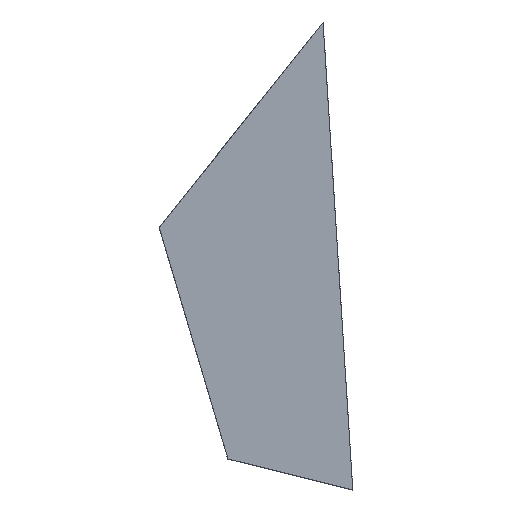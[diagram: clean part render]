
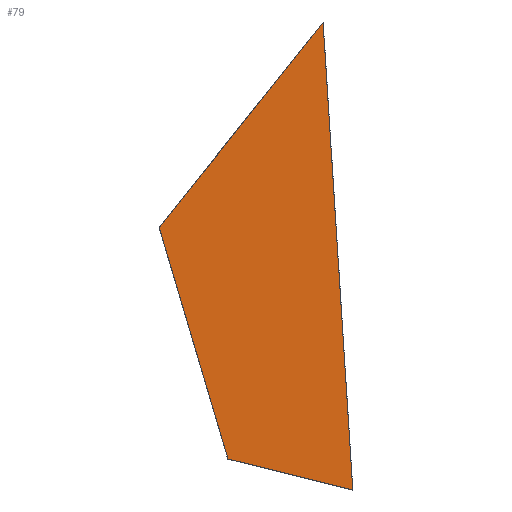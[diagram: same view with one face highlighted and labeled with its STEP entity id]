
A CAD part, front view. The second image highlights one B-rep face of the part: STEP entity #79.
In plain terms, the highlighted planar face has unit normal (0, -1, 0).
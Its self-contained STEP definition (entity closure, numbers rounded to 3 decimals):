
#79=ADVANCED_FACE($,(#93),#221,.T.);
#93=FACE_OUTER_BOUND($,#107,.T.);
#107=EDGE_LOOP($,(#121,#122,#123,#124));
#121=ORIENTED_EDGE($,*,*,#180,.F.);
#122=ORIENTED_EDGE($,*,*,#181,.F.);
#123=ORIENTED_EDGE($,*,*,#182,.F.);
#124=ORIENTED_EDGE($,*,*,#177,.F.);
#177=EDGE_CURVE($,#205,#209,#227,.T.);
#180=EDGE_CURVE($,#207,#205,#230,.T.);
#181=EDGE_CURVE($,#208,#207,#231,.T.);
#182=EDGE_CURVE($,#209,#208,#232,.T.);
#205=VERTEX_POINT($,#404);
#207=VERTEX_POINT($,#406);
#208=VERTEX_POINT($,#407);
#209=VERTEX_POINT($,#408);
#221=PLANE($,#343);
#227=B_SPLINE_CURVE_WITH_KNOTS($,1,(#374,#375),.UNSPECIFIED.,.F.,.F.,(2,
2),(771.846,1606.895),.UNSPECIFIED.);
#230=B_SPLINE_CURVE_WITH_KNOTS($,1,(#380,#381),.UNSPECIFIED.,.F.,.F.,(2,
2),(1608.895,2377.742),.UNSPECIFIED.);
#231=B_SPLINE_CURVE_WITH_KNOTS($,1,(#382,#383),.UNSPECIFIED.,.F.,.F.,(2,
2),(1607.895,1608.895),.UNSPECIFIED.);
#232=B_SPLINE_CURVE_WITH_KNOTS($,1,(#384,#385),.UNSPECIFIED.,.F.,.F.,(2,
2),(1606.895,1607.895),.UNSPECIFIED.);
#343=AXIS2_PLACEMENT_3D($,#398,#353,$);
#353=DIRECTION($,(0.,-1.,0.));
#374=CARTESIAN_POINT($,(-679.573,-543.912,84.698));
#375=CARTESIAN_POINT($,(-158.192,-543.912,736.978));
#380=CARTESIAN_POINT($,(-460.88,-543.912,-652.39));
#381=CARTESIAN_POINT($,(-679.573,-543.912,84.698));
#382=CARTESIAN_POINT($,(-63.549,-543.912,-750.806));
#383=CARTESIAN_POINT($,(-460.88,-543.912,-652.39));
#384=CARTESIAN_POINT($,(-158.192,-543.912,736.978));
#385=CARTESIAN_POINT($,(-63.549,-543.912,-750.806));
#398=CARTESIAN_POINT($,(-158.192,-543.912,736.978));
#404=CARTESIAN_POINT($,(-679.573,-543.912,84.698));
#406=CARTESIAN_POINT($,(-460.88,-543.912,-652.39));
#407=CARTESIAN_POINT($,(-63.549,-543.912,-750.806));
#408=CARTESIAN_POINT($,(-158.192,-543.912,736.978));
